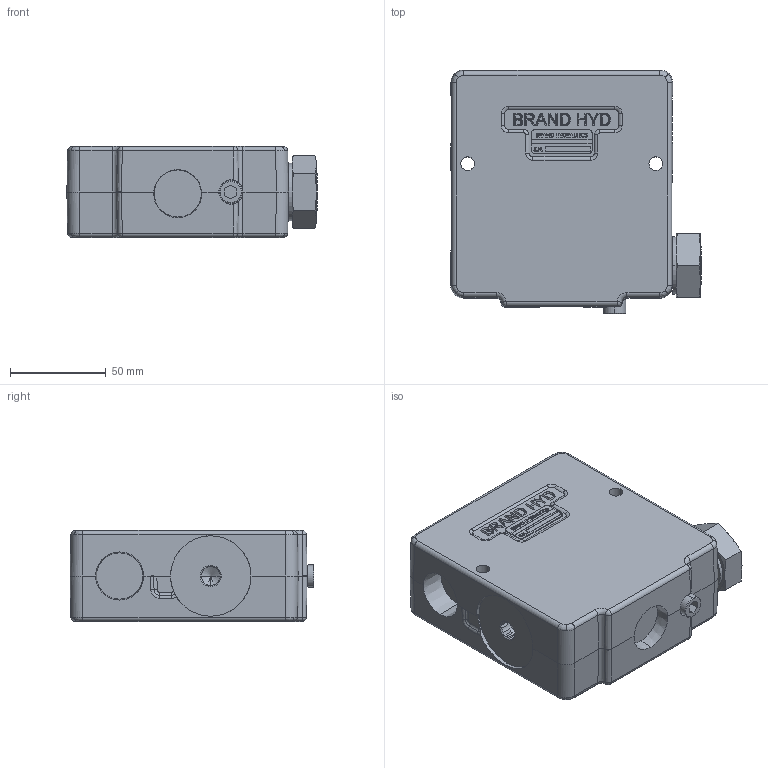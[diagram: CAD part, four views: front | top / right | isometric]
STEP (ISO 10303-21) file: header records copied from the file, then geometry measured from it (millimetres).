
FILE_DESCRIPTION (( 'STEP AP203' ), '1' );
FILE_NAME ('FP55 GENERIC ASSEMBLY.STEP', '2013-08-02T18:45:18', ( 'branduser' ), ( '' ), 'SwSTEP 2.0', 'SolidWorks 2013', '' );
FILE_SCHEMA (( 'CONFIG_CONTROL_DESIGN' ));
Length unit declared in the file: inch
Products named in the file (1): FP55 GENERIC ASSEMBLY
Bounding box: 130.84 x 127.53 x 47.62 mm (x, y, z)
Volume: 650158.1 mm3; surface area: 65682.5 mm2
Topology: 5 solids, 9 shells, 691 faces, 1791 edges, 1155 vertices
Faces by surface type: plane 368, bspline 157, cylinder 92, cone 58, torus 12, sphere 4
Entity records: 30569 total; most frequent: CARTESIAN_POINT 14884, ORIENTED_EDGE 3566, DIRECTION 2657, EDGE_CURVE 1783, VERTEX_POINT 1155, LINE 1033, VECTOR 1033, AXIS2_PLACEMENT_3D 812
